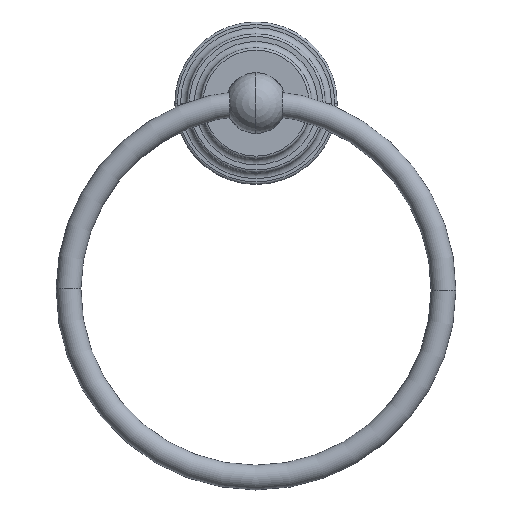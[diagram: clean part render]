
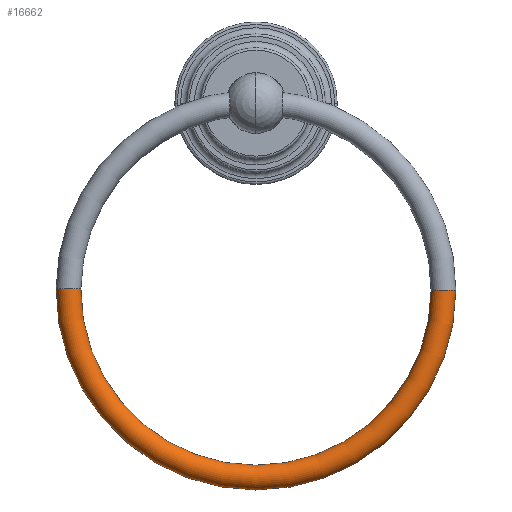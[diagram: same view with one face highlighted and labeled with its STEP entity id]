
A CAD part, top view. The second image highlights one B-rep face of the part: STEP entity #16662.
In plain terms, the highlighted toroidal (fillet/blend) face has major radius 75.057 mm and minor radius 4.953 mm.
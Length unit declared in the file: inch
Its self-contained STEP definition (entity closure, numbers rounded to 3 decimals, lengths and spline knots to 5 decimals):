
#16500=CARTESIAN_POINT('',(0.,0.,0.));
#16501=DIRECTION('',(0.,0.,1.));
#16502=DIRECTION('',(-1.,0.007,0.));
#16503=AXIS2_PLACEMENT_3D('',#16500,#16501,#16502);
#16505=CARTESIAN_POINT('',(-2.95492,0.02177,0.));
#16506=DIRECTION('',(-0.007,-1.,0.));
#16507=DIRECTION('',(1.,-0.007,0.));
#16508=AXIS2_PLACEMENT_3D('',#16505,#16506,#16507);
#16510=CARTESIAN_POINT('',(0.,0.,0.));
#16511=DIRECTION('',(0.,0.,1.));
#16512=DIRECTION('',(-1.,0.007,0.));
#16513=AXIS2_PLACEMENT_3D('',#16510,#16511,#16512);
#16515=CARTESIAN_POINT('',(2.955,0.,0.));
#16516=DIRECTION('',(0.,1.,0.));
#16517=DIRECTION('',(-1.,0.,0.));
#16518=AXIS2_PLACEMENT_3D('',#16515,#16516,#16517);
#16569=CARTESIAN_POINT('',(-2.75993,0.02033,0.));
#16570=CARTESIAN_POINT('',(-3.14991,0.02321,0.));
#16571=VERTEX_POINT('',#16569);
#16572=VERTEX_POINT('',#16570);
#16577=CARTESIAN_POINT('',(2.76,0.,0.));
#16578=VERTEX_POINT('',#16577);
#16579=CARTESIAN_POINT('',(3.15,0.,0.));
#16580=VERTEX_POINT('',#16579);
#16650=CARTESIAN_POINT('',(0.,0.,0.));
#16651=DIRECTION('',(0.,0.,1.));
#16652=DIRECTION('',(1.,-0.007,0.));
#16653=AXIS2_PLACEMENT_3D('',#16650,#16651,#16652);
#16654=TOROIDAL_SURFACE('',#16653,2.955,0.195);
#16655=ORIENTED_EDGE('',*,*,#16615,.F.);
#16656=ORIENTED_EDGE('',*,*,#16645,.T.);
#16658=ORIENTED_EDGE('',*,*,#16657,.T.);
#16659=ORIENTED_EDGE('',*,*,#16641,.F.);
#16660=EDGE_LOOP('',(#16655,#16656,#16658,#16659));
#16661=FACE_OUTER_BOUND('',#16660,.F.);
#16662=ADVANCED_FACE('',(#16661),#16654,.T.);
#16504=CIRCLE('',#16503,3.15);
#16509=CIRCLE('',#16508,0.195);
#16514=CIRCLE('',#16513,2.76);
#16519=CIRCLE('',#16518,0.195);
#16615=EDGE_CURVE('',#16571,#16572,#16509,.T.);
#16641=EDGE_CURVE('',#16572,#16580,#16504,.T.);
#16645=EDGE_CURVE('',#16571,#16578,#16514,.T.);
#16657=EDGE_CURVE('',#16578,#16580,#16519,.T.);
